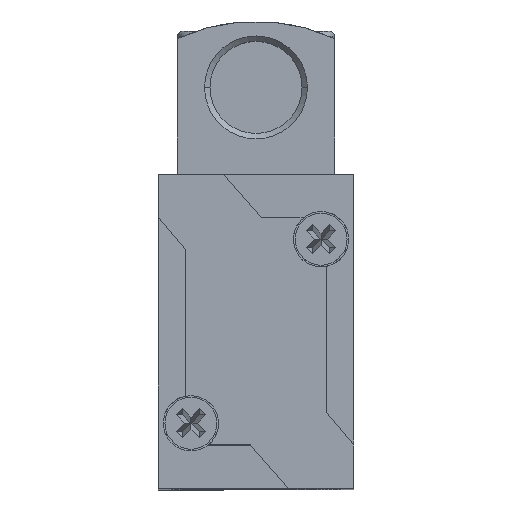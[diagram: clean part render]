
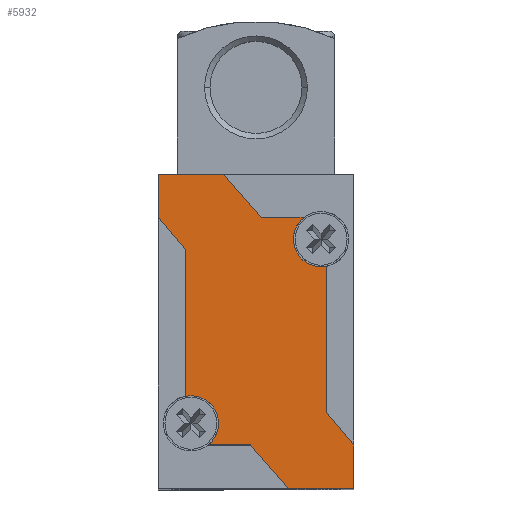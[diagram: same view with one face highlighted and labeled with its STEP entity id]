
A CAD part, top view. The second image highlights one B-rep face of the part: STEP entity #5932.
In plain terms, the highlighted planar face has unit normal (0, 0, 1).
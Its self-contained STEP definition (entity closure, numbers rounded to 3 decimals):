
#5 = LINE ( 'NONE', #4063, #6 ) ;
#6 = VECTOR ( 'NONE', #4064, 1000. ) ;
#7 = LINE ( 'NONE', #4066, #8 ) ;
#8 = VECTOR ( 'NONE', #4067, 1000. ) ;
#9 = LINE ( 'NONE', #4069, #10 ) ;
#10 = VECTOR ( 'NONE', #4070, 1000. ) ;
#13 = LINE ( 'NONE', #4074, #14 ) ;
#14 = VECTOR ( 'NONE', #4056, 1000. ) ;
#19 = LINE ( 'NONE', #4051, #20 ) ;
#20 = VECTOR ( 'NONE', #4049, 1000. ) ;
#21 = LINE ( 'NONE', #4044, #22 ) ;
#22 = VECTOR ( 'NONE', #4016, 1000. ) ;
#25 = LINE ( 'NONE', #4020, #26 ) ;
#26 = VECTOR ( 'NONE', #4019, 1000. ) ;
#31 = LINE ( 'NONE', #4027, #32 ) ;
#32 = VECTOR ( 'NONE', #4026, 1000. ) ;
#35 = LINE ( 'NONE', #4010, #36 ) ;
#36 = VECTOR ( 'NONE', #4009, 1000. ) ;
#51 = LINE ( 'NONE', #4194, #52 ) ;
#52 = VECTOR ( 'NONE', #4195, 1000. ) ;
#63 = LINE ( 'NONE', #4252, #64 ) ;
#64 = VECTOR ( 'NONE', #4108, 1000. ) ;
#92 = CIRCLE ( 'NONE', #2414, 2.55 ) ;
#101 = CIRCLE ( 'NONE', #2417, 2.55 ) ;
#457 = EDGE_CURVE ( 'NONE', #3289, #3295, #1593, .T. ) ;
#458 = EDGE_CURVE ( 'NONE', #3320, #2869, #1595, .T. ) ;
#459 = EDGE_CURVE ( 'NONE', #3339, #3325, #1594, .T. ) ;
#462 = EDGE_CURVE ( 'NONE', #3320, #3339, #5, .T. ) ;
#463 = EDGE_CURVE ( 'NONE', #3333, #2868, #7, .T. ) ;
#464 = EDGE_CURVE ( 'NONE', #3343, #3333, #9, .T. ) ;
#466 = EDGE_CURVE ( 'NONE', #3321, #3348, #13, .T. ) ;
#469 = EDGE_CURVE ( 'NONE', #3289, #3321, #19, .T. ) ;
#470 = EDGE_CURVE ( 'NONE', #3290, #3322, #21, .T. ) ;
#472 = EDGE_CURVE ( 'NONE', #3342, #3290, #25, .T. ) ;
#475 = EDGE_CURVE ( 'NONE', #3325, #3285, #31, .T. ) ;
#477 = EDGE_CURVE ( 'NONE', #3348, #3340, #35, .T. ) ;
#486 = EDGE_CURVE ( 'NONE', #3340, #3343, #51, .T. ) ;
#492 = EDGE_CURVE ( 'NONE', #3285, #3342, #63, .T. ) ;
#507 = EDGE_CURVE ( 'NONE', #3295, #3322, #92, .T. ) ;
#513 = EDGE_CURVE ( 'NONE', #2869, #2868, #101, .T. ) ;
#1593 = CIRCLE ( 'NONE', #2408, 2.55 ) ;
#1594 = LINE ( 'NONE', #4079, #1596 ) ;
#1595 = CIRCLE ( 'NONE', #2409, 2.55 ) ;
#1596 = VECTOR ( 'NONE', #4082, 1000. ) ;
#1760 = ORIENTED_EDGE ( 'NONE', *, *, #458, .F. ) ;
#1761 = ORIENTED_EDGE ( 'NONE', *, *, #462, .T. ) ;
#1762 = ORIENTED_EDGE ( 'NONE', *, *, #459, .T. ) ;
#1763 = ORIENTED_EDGE ( 'NONE', *, *, #475, .T. ) ;
#1764 = ORIENTED_EDGE ( 'NONE', *, *, #492, .T. ) ;
#1765 = ORIENTED_EDGE ( 'NONE', *, *, #472, .T. ) ;
#1766 = ORIENTED_EDGE ( 'NONE', *, *, #470, .T. ) ;
#1767 = ORIENTED_EDGE ( 'NONE', *, *, #507, .F. ) ;
#1768 = ORIENTED_EDGE ( 'NONE', *, *, #457, .F. ) ;
#1769 = ORIENTED_EDGE ( 'NONE', *, *, #469, .T. ) ;
#1770 = ORIENTED_EDGE ( 'NONE', *, *, #466, .T. ) ;
#1771 = ORIENTED_EDGE ( 'NONE', *, *, #477, .T. ) ;
#1772 = ORIENTED_EDGE ( 'NONE', *, *, #486, .T. ) ;
#1773 = ORIENTED_EDGE ( 'NONE', *, *, #464, .T. ) ;
#1774 = ORIENTED_EDGE ( 'NONE', *, *, #463, .T. ) ;
#1775 = ORIENTED_EDGE ( 'NONE', *, *, #513, .F. ) ;
#2408 = AXIS2_PLACEMENT_3D ( 'NONE', #4090, #4085, #4084 ) ;
#2409 = AXIS2_PLACEMENT_3D ( 'NONE', #4083, #4078, #4077 ) ;
#2414 = AXIS2_PLACEMENT_3D ( 'NONE', #4213, #4210, #4145 ) ;
#2417 = AXIS2_PLACEMENT_3D ( 'NONE', #3270, #3269, #3268 ) ;
#2868 = VERTEX_POINT ( 'NONE', #4306 ) ;
#2869 = VERTEX_POINT ( 'NONE', #4307 ) ;
#3268 = DIRECTION ( 'NONE',  ( 1., 0., 0. ) ) ;
#3269 = DIRECTION ( 'NONE',  ( 0., 0., 1. ) ) ;
#3270 = CARTESIAN_POINT ( 'NONE',  ( 6., -6.012, 2.5 ) ) ;
#3285 = VERTEX_POINT ( 'NONE', #4336 ) ;
#3289 = VERTEX_POINT ( 'NONE', #4337 ) ;
#3290 = VERTEX_POINT ( 'NONE', #4338 ) ;
#3295 = VERTEX_POINT ( 'NONE', #4342 ) ;
#3320 = VERTEX_POINT ( 'NONE', #4351 ) ;
#3321 = VERTEX_POINT ( 'NONE', #4352 ) ;
#3322 = VERTEX_POINT ( 'NONE', #4353 ) ;
#3325 = VERTEX_POINT ( 'NONE', #4354 ) ;
#3333 = VERTEX_POINT ( 'NONE', #4355 ) ;
#3339 = VERTEX_POINT ( 'NONE', #4358 ) ;
#3340 = VERTEX_POINT ( 'NONE', #4359 ) ;
#3342 = VERTEX_POINT ( 'NONE', #4361 ) ;
#3343 = VERTEX_POINT ( 'NONE', #4362 ) ;
#3348 = VERTEX_POINT ( 'NONE', #4366 ) ;
#3649 = PLANE ( 'NONE',  #6067 ) ;
#3650 = CARTESIAN_POINT ( 'NONE',  ( -9., -25., 2.5 ) ) ;
#3651 = DIRECTION ( 'NONE',  ( 0., 0., 1. ) ) ;
#3652 = DIRECTION ( 'NONE',  ( 1., 0., 0. ) ) ;
#3984 = EDGE_LOOP ( 'NONE', ( #1760, #1761, #1762, #1763, #1764, #1765, #1766, #1767, #1768, #1769, #1770, #1771, #1772, #1773, #1774, #1775 ) ) ;
#4009 = DIRECTION ( 'NONE',  ( 1., 0., 0. ) ) ;
#4010 = CARTESIAN_POINT ( 'NONE',  ( 3., -29., 2.5 ) ) ;
#4016 = DIRECTION ( 'NONE',  ( 0., -1., 0. ) ) ;
#4019 = DIRECTION ( 'NONE',  ( 0.64, -0.768, 0. ) ) ;
#4020 = CARTESIAN_POINT ( 'NONE',  ( -9., -4., 2.5 ) ) ;
#4026 = DIRECTION ( 'NONE',  ( -1., 0., 0. ) ) ;
#4027 = CARTESIAN_POINT ( 'NONE',  ( -3., 0., 2.5 ) ) ;
#4044 = CARTESIAN_POINT ( 'NONE',  ( -6.5, -7., 2.5 ) ) ;
#4049 = DIRECTION ( 'NONE',  ( 1., 0., 0. ) ) ;
#4051 = CARTESIAN_POINT ( 'NONE',  ( -6.5, -25., 2.5 ) ) ;
#4056 = DIRECTION ( 'NONE',  ( 0.659, -0.753, 0. ) ) ;
#4063 = CARTESIAN_POINT ( 'NONE',  ( 0.5, -4., 2.5 ) ) ;
#4064 = DIRECTION ( 'NONE',  ( -1., 0., 0. ) ) ;
#4066 = CARTESIAN_POINT ( 'NONE',  ( 6.5, -22., 2.5 ) ) ;
#4067 = DIRECTION ( 'NONE',  ( 0., 1., 0. ) ) ;
#4069 = CARTESIAN_POINT ( 'NONE',  ( 9., -25., 2.5 ) ) ;
#4070 = DIRECTION ( 'NONE',  ( -0.64, 0.768, 0. ) ) ;
#4074 = CARTESIAN_POINT ( 'NONE',  ( -0.5, -25., 2.5 ) ) ;
#4077 = DIRECTION ( 'NONE',  ( 1., 0., 0. ) ) ;
#4078 = DIRECTION ( 'NONE',  ( 0., 0., 1. ) ) ;
#4079 = CARTESIAN_POINT ( 'NONE',  ( -3., 0., 2.5 ) ) ;
#4082 = DIRECTION ( 'NONE',  ( -0.659, 0.753, 0. ) ) ;
#4083 = CARTESIAN_POINT ( 'NONE',  ( 6., -6.012, 2.5 ) ) ;
#4084 = DIRECTION ( 'NONE',  ( 1., 0., 0. ) ) ;
#4085 = DIRECTION ( 'NONE',  ( 0., 0., 1. ) ) ;
#4090 = CARTESIAN_POINT ( 'NONE',  ( -6., -23.012, 2.5 ) ) ;
#4108 = DIRECTION ( 'NONE',  ( 0., -1., 0. ) ) ;
#4145 = DIRECTION ( 'NONE',  ( 1., 0., 0. ) ) ;
#4194 = CARTESIAN_POINT ( 'NONE',  ( 9., -29., 2.5 ) ) ;
#4195 = DIRECTION ( 'NONE',  ( 0., 1., 0. ) ) ;
#4210 = DIRECTION ( 'NONE',  ( 0., 0., 1. ) ) ;
#4213 = CARTESIAN_POINT ( 'NONE',  ( -6., -23.012, 2.5 ) ) ;
#4252 = CARTESIAN_POINT ( 'NONE',  ( -9., 0., 2.5 ) ) ;
#4306 = CARTESIAN_POINT ( 'NONE',  ( 6.5, -8.513, 2.5 ) ) ;
#4307 = CARTESIAN_POINT ( 'NONE',  ( 3.45, -6.012, 2.5 ) ) ;
#4336 = CARTESIAN_POINT ( 'NONE',  ( -9., 0., 2.5 ) ) ;
#4337 = CARTESIAN_POINT ( 'NONE',  ( -4.403, -25., 2.5 ) ) ;
#4338 = CARTESIAN_POINT ( 'NONE',  ( -6.5, -7., 2.5 ) ) ;
#4342 = CARTESIAN_POINT ( 'NONE',  ( -3.45, -23.012, 2.5 ) ) ;
#4351 = CARTESIAN_POINT ( 'NONE',  ( 4.433, -4., 2.5 ) ) ;
#4352 = CARTESIAN_POINT ( 'NONE',  ( -0.5, -25., 2.5 ) ) ;
#4353 = CARTESIAN_POINT ( 'NONE',  ( -6.5, -20.512, 2.5 ) ) ;
#4354 = CARTESIAN_POINT ( 'NONE',  ( -3., 0., 2.5 ) ) ;
#4355 = CARTESIAN_POINT ( 'NONE',  ( 6.5, -22., 2.5 ) ) ;
#4358 = CARTESIAN_POINT ( 'NONE',  ( 0.5, -4., 2.5 ) ) ;
#4359 = CARTESIAN_POINT ( 'NONE',  ( 9., -29., 2.5 ) ) ;
#4361 = CARTESIAN_POINT ( 'NONE',  ( -9., -4., 2.5 ) ) ;
#4362 = CARTESIAN_POINT ( 'NONE',  ( 9., -25., 2.5 ) ) ;
#4366 = CARTESIAN_POINT ( 'NONE',  ( 3., -29., 2.5 ) ) ;
#5790 = FACE_OUTER_BOUND ( 'NONE', #3984, .T. ) ;
#5932 = ADVANCED_FACE ( 'NONE', ( #5790 ), #3649, .T. ) ;
#6067 = AXIS2_PLACEMENT_3D ( 'NONE', #3650, #3651, #3652 ) ;
